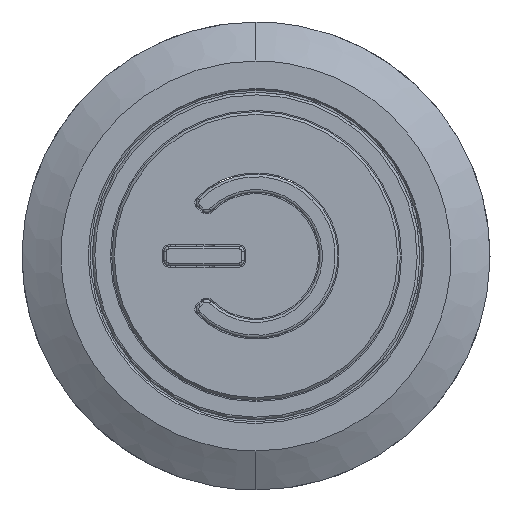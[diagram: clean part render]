
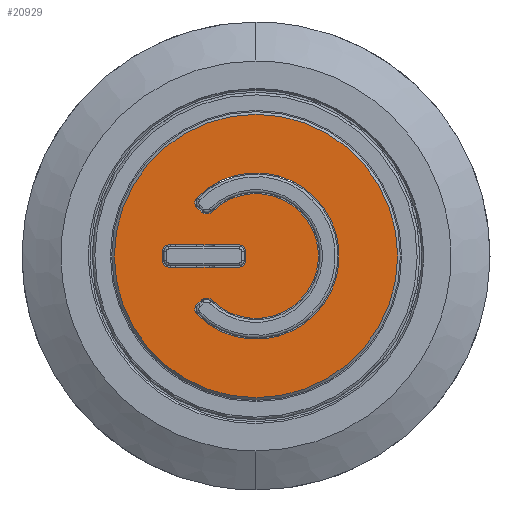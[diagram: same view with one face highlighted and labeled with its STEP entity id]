
A CAD part, left-side view. The second image highlights one B-rep face of the part: STEP entity #20929.
In plain terms, the highlighted planar face has unit normal (-1, 0, 0).
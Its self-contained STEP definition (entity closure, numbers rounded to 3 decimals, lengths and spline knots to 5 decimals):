
#373=FACE_BOUND('',#1862,.T.);
#374=FACE_BOUND('',#1863,.T.);
#467=CIRCLE('',#22104,0.21457);
#468=CIRCLE('',#22105,0.01181);
#469=CIRCLE('',#22106,0.12598);
#470=CIRCLE('',#22107,0.01181);
#471=CIRCLE('',#22108,0.01181);
#472=CIRCLE('',#22109,0.09449);
#473=CIRCLE('',#22110,0.01181);
#474=CIRCLE('',#22111,0.00984);
#475=CIRCLE('',#22112,0.00984);
#476=CIRCLE('',#22113,0.00984);
#477=CIRCLE('',#22114,0.00984);
#725=FACE_OUTER_BOUND('',#1861,.T.);
#1861=EDGE_LOOP('',(#13690));
#1862=EDGE_LOOP('',(#13691,#13692,#13693,#13694,#13695,#13696,#13697,#13698));
#1863=EDGE_LOOP('',(#13699,#13700,#13701,#13702,#13703,#13704,#13705,#13706));
#3051=LINE('',#27412,#5172);
#3052=LINE('',#27420,#5173);
#3053=LINE('',#27428,#5174);
#3054=LINE('',#27432,#5175);
#3055=LINE('',#27436,#5176);
#3056=LINE('',#27440,#5177);
#5172=VECTOR('',#23189,0.00791);
#5173=VECTOR('',#23196,0.00791);
#5174=VECTOR('',#23203,0.1063);
#5175=VECTOR('',#23206,0.01378);
#5176=VECTOR('',#23209,0.1063);
#5177=VECTOR('',#23212,0.01378);
#8231=VERTEX_POINT('',#27408);
#8232=VERTEX_POINT('',#27410);
#8233=VERTEX_POINT('',#27411);
#8234=VERTEX_POINT('',#27413);
#8235=VERTEX_POINT('',#27415);
#8236=VERTEX_POINT('',#27417);
#8237=VERTEX_POINT('',#27419);
#8238=VERTEX_POINT('',#27421);
#8239=VERTEX_POINT('',#27423);
#8240=VERTEX_POINT('',#27426);
#8241=VERTEX_POINT('',#27427);
#8242=VERTEX_POINT('',#27429);
#8243=VERTEX_POINT('',#27431);
#8244=VERTEX_POINT('',#27433);
#8245=VERTEX_POINT('',#27435);
#8246=VERTEX_POINT('',#27437);
#8247=VERTEX_POINT('',#27439);
#10386=EDGE_CURVE('',#8231,#8231,#467,.T.);
#10387=EDGE_CURVE('',#8232,#8233,#3051,.T.);
#10388=EDGE_CURVE('',#8234,#8232,#468,.T.);
#10389=EDGE_CURVE('',#8235,#8234,#469,.T.);
#10390=EDGE_CURVE('',#8236,#8235,#470,.T.);
#10391=EDGE_CURVE('',#8237,#8236,#3052,.T.);
#10392=EDGE_CURVE('',#8238,#8237,#471,.T.);
#10393=EDGE_CURVE('',#8238,#8239,#472,.T.);
#10394=EDGE_CURVE('',#8233,#8239,#473,.T.);
#10395=EDGE_CURVE('',#8240,#8241,#3053,.T.);
#10396=EDGE_CURVE('',#8242,#8240,#474,.T.);
#10397=EDGE_CURVE('',#8243,#8242,#3054,.T.);
#10398=EDGE_CURVE('',#8244,#8243,#475,.T.);
#10399=EDGE_CURVE('',#8245,#8244,#3055,.T.);
#10400=EDGE_CURVE('',#8246,#8245,#476,.T.);
#10401=EDGE_CURVE('',#8247,#8246,#3056,.T.);
#10402=EDGE_CURVE('',#8241,#8247,#477,.T.);
#13690=ORIENTED_EDGE('',*,*,#10386,.T.);
#13691=ORIENTED_EDGE('',*,*,#10387,.F.);
#13692=ORIENTED_EDGE('',*,*,#10388,.F.);
#13693=ORIENTED_EDGE('',*,*,#10389,.F.);
#13694=ORIENTED_EDGE('',*,*,#10390,.F.);
#13695=ORIENTED_EDGE('',*,*,#10391,.F.);
#13696=ORIENTED_EDGE('',*,*,#10392,.F.);
#13697=ORIENTED_EDGE('',*,*,#10393,.T.);
#13698=ORIENTED_EDGE('',*,*,#10394,.F.);
#13699=ORIENTED_EDGE('',*,*,#10395,.F.);
#13700=ORIENTED_EDGE('',*,*,#10396,.F.);
#13701=ORIENTED_EDGE('',*,*,#10397,.F.);
#13702=ORIENTED_EDGE('',*,*,#10398,.F.);
#13703=ORIENTED_EDGE('',*,*,#10399,.F.);
#13704=ORIENTED_EDGE('',*,*,#10400,.F.);
#13705=ORIENTED_EDGE('',*,*,#10401,.F.);
#13706=ORIENTED_EDGE('',*,*,#10402,.F.);
#20201=PLANE('',#22103);
#20929=ADVANCED_FACE('',(#725,#373,#374),#20201,.F.);
#22103=AXIS2_PLACEMENT_3D('',#27407,#23185,#23186);
#22104=AXIS2_PLACEMENT_3D('',#27409,#23187,#23188);
#22105=AXIS2_PLACEMENT_3D('',#27414,#23190,#23191);
#22106=AXIS2_PLACEMENT_3D('',#27416,#23192,#23193);
#22107=AXIS2_PLACEMENT_3D('',#27418,#23194,#23195);
#22108=AXIS2_PLACEMENT_3D('',#27422,#23197,#23198);
#22109=AXIS2_PLACEMENT_3D('',#27424,#23199,#23200);
#22110=AXIS2_PLACEMENT_3D('',#27425,#23201,#23202);
#22111=AXIS2_PLACEMENT_3D('',#27430,#23204,#23205);
#22112=AXIS2_PLACEMENT_3D('',#27434,#23207,#23208);
#22113=AXIS2_PLACEMENT_3D('',#27438,#23210,#23211);
#22114=AXIS2_PLACEMENT_3D('',#27441,#23213,#23214);
#23185=DIRECTION('center_axis',(1.,0.,0.));
#23186=DIRECTION('ref_axis',(0.,0.,
1.));
#23187=DIRECTION('center_axis',(-1.,0.,0.));
#23188=DIRECTION('ref_axis',(0.,0.,
-1.));
#23189=DIRECTION('',(0.,-0.766,-0.643));
#23190=DIRECTION('center_axis',(-1.,0.,0.));
#23191=DIRECTION('ref_axis',(0.,0.718,0.696));
#23192=DIRECTION('center_axis',(-1.,0.,0.));
#23193=DIRECTION('ref_axis',(0.,0.709,-0.705));
#23194=DIRECTION('center_axis',(-1.,0.,0.));
#23195=DIRECTION('ref_axis',(0.,0.643,0.766));
#23196=DIRECTION('',(0.,0.766,-0.643));
#23197=DIRECTION('center_axis',(-1.,0.,0.));
#23198=DIRECTION('ref_axis',(0.,-0.703,0.711));
#23199=DIRECTION('center_axis',(-1.,0.,0.));
#23200=DIRECTION('ref_axis',(0.,0.703,-0.711));
#23201=DIRECTION('center_axis',(-1.,0.,0.));
#23202=DIRECTION('ref_axis',(0.,0.643,-0.766));
#23203=DIRECTION('',(0.,-1.,0.));
#23204=DIRECTION('center_axis',(-1.,0.,0.));
#23205=DIRECTION('ref_axis',(0.,1.,0.));
#23206=DIRECTION('',(0.,0.,-1.));
#23207=DIRECTION('center_axis',(-1.,0.,0.));
#23208=DIRECTION('ref_axis',(0.,0.,
1.));
#23209=DIRECTION('',(0.,1.,0.));
#23210=DIRECTION('center_axis',(-1.,0.,0.));
#23211=DIRECTION('ref_axis',(0.,-1.,0.));
#23212=DIRECTION('',(0.,0.,1.));
#23213=DIRECTION('center_axis',(-1.,0.,0.));
#23214=DIRECTION('ref_axis',(0.,0.,
-1.));
#27407=CARTESIAN_POINT('Origin',(-0.24409,0.,
0.));
#27408=CARTESIAN_POINT('',(-0.24409,0.21457,0.));
#27409=CARTESIAN_POINT('Origin',(-0.24409,0.,
0.));
#27410=CARTESIAN_POINT('',(-0.24409,0.0884,0.07161));
#27411=CARTESIAN_POINT('',(-0.24409,0.08235,0.06653));
#27412=CARTESIAN_POINT('',(-0.24409,0.0884,0.07161));
#27413=CARTESIAN_POINT('',(-0.24409,0.08929,0.08888));
#27414=CARTESIAN_POINT('Origin',(-0.24409,0.08081,
0.08066));
#27415=CARTESIAN_POINT('',(-0.24409,0.08929,-0.08888));
#27416=CARTESIAN_POINT('Origin',(-0.24409,0.,
0.));
#27417=CARTESIAN_POINT('',(-0.24409,0.0884,-0.07161));
#27418=CARTESIAN_POINT('Origin',(-0.24409,0.08081,-0.08066));
#27419=CARTESIAN_POINT('',(-0.24409,0.08235,-0.06653));
#27420=CARTESIAN_POINT('',(-0.24409,0.08235,-0.06653));
#27421=CARTESIAN_POINT('',(-0.24409,0.06645,-0.06718));
#27422=CARTESIAN_POINT('Origin',(-0.24409,0.07475,-0.07557));
#27423=CARTESIAN_POINT('',(-0.24409,0.06645,0.06718));
#27424=CARTESIAN_POINT('Origin',(-0.24409,0.,
0.));
#27425=CARTESIAN_POINT('Origin',(-0.24409,0.07475,0.07557));
#27426=CARTESIAN_POINT('',(-0.24409,0.13189,-0.01673));
#27427=CARTESIAN_POINT('',(-0.24409,0.02559,-0.01673));
#27428=CARTESIAN_POINT('',(-0.24409,0.13189,-0.01673));
#27429=CARTESIAN_POINT('',(-0.24409,0.14173,-0.00689));
#27430=CARTESIAN_POINT('Origin',(-0.24409,0.13189,-0.00689));
#27431=CARTESIAN_POINT('',(-0.24409,0.14173,0.00689));
#27432=CARTESIAN_POINT('',(-0.24409,0.14173,0.00689));
#27433=CARTESIAN_POINT('',(-0.24409,0.13189,0.01673));
#27434=CARTESIAN_POINT('Origin',(-0.24409,0.13189,0.00689));
#27435=CARTESIAN_POINT('',(-0.24409,0.02559,0.01673));
#27436=CARTESIAN_POINT('',(-0.24409,0.02559,0.01673));
#27437=CARTESIAN_POINT('',(-0.24409,0.01575,0.00689));
#27438=CARTESIAN_POINT('Origin',(-0.24409,0.02559,0.00689));
#27439=CARTESIAN_POINT('',(-0.24409,0.01575,-0.00689));
#27440=CARTESIAN_POINT('',(-0.24409,0.01575,-0.00689));
#27441=CARTESIAN_POINT('Origin',(-0.24409,0.02559,-0.00689));
